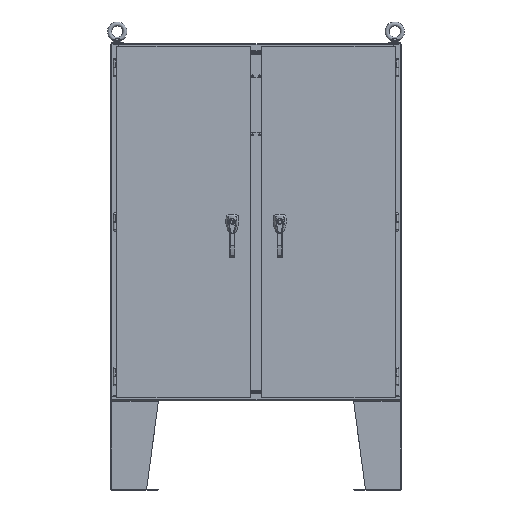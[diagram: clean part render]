
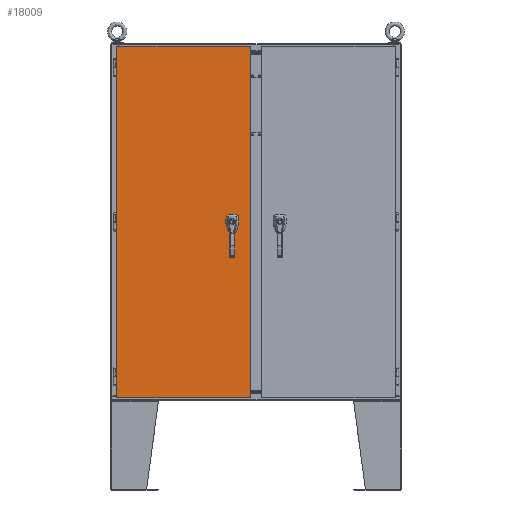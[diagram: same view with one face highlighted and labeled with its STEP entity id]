
A CAD part, top view. The second image highlights one B-rep face of the part: STEP entity #18009.
In plain terms, the highlighted face is planar.
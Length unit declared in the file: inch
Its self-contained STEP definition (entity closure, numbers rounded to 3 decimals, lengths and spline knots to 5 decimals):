
#4320 = DIRECTION ( 'NONE',  ( 1., 0., 0. ) ) ;
#4814 = CARTESIAN_POINT ( 'NONE',  ( 0.87495, -1.24331, 59.625 ) ) ;
#11668 = ORIENTED_EDGE ( 'NONE', *, *, #28638, .T. ) ;
#15762 = PLANE ( 'NONE',  #80845 ) ;
#17313 = LINE ( 'NONE', #90108, #80482 ) ;
#18009 = ADVANCED_FACE ( 'NONE', ( #60535 ), #15762, .T. ) ;
#18381 = EDGE_LOOP ( 'NONE', ( #11668, #75564, #47228, #79476 ) ) ;
#21329 = CARTESIAN_POINT ( 'NONE',  ( 0.87495, -1.24331, 0.50002 ) ) ;
#24553 = VERTEX_POINT ( 'NONE', #38219 ) ;
#24902 = DIRECTION ( 'NONE',  ( 0., 0., -1. ) ) ;
#28488 = VECTOR ( 'NONE', #4320, 39.37008 ) ;
#28638 = EDGE_CURVE ( 'NONE', #24553, #68460, #17313, .T. ) ;
#32554 = DIRECTION ( 'NONE',  ( 1., 0., 0. ) ) ;
#38219 = CARTESIAN_POINT ( 'NONE',  ( 0.87495, -1.24331, 59.625 ) ) ;
#38484 = EDGE_CURVE ( 'NONE', #68460, #55617, #41202, .T. ) ;
#41202 = LINE ( 'NONE', #99160, #58593 ) ;
#47228 = ORIENTED_EDGE ( 'NONE', *, *, #72638, .F. ) ;
#47772 = LINE ( 'NONE', #4814, #28488 ) ;
#55617 = VERTEX_POINT ( 'NONE', #121809 ) ;
#57338 = CARTESIAN_POINT ( 'NONE',  ( 23.375, -1.24331, 59.625 ) ) ;
#58593 = VECTOR ( 'NONE', #32554, 39.37008 ) ;
#60009 = DIRECTION ( 'NONE',  ( 0., -1., 0. ) ) ;
#60535 = FACE_OUTER_BOUND ( 'NONE', #18381, .T. ) ;
#67411 = VERTEX_POINT ( 'NONE', #116663 ) ;
#68460 = VERTEX_POINT ( 'NONE', #21329 ) ;
#72638 = EDGE_CURVE ( 'NONE', #67411, #55617, #138741, .T. ) ;
#75564 = ORIENTED_EDGE ( 'NONE', *, *, #38484, .T. ) ;
#79090 = VECTOR ( 'NONE', #135710, 39.37008 ) ;
#79476 = ORIENTED_EDGE ( 'NONE', *, *, #131049, .F. ) ;
#80482 = VECTOR ( 'NONE', #24902, 39.37008 ) ;
#80845 = AXIS2_PLACEMENT_3D ( 'NONE', #82476, #60009, #138388 ) ;
#82476 = CARTESIAN_POINT ( 'NONE',  ( 0., -1.24331, 0. ) ) ;
#90108 = CARTESIAN_POINT ( 'NONE',  ( 0.87495, -1.24331, 59.625 ) ) ;
#99160 = CARTESIAN_POINT ( 'NONE',  ( 0.87495, -1.24331, 0.50002 ) ) ;
#116663 = CARTESIAN_POINT ( 'NONE',  ( 23.375, -1.24331, 59.625 ) ) ;
#121809 = CARTESIAN_POINT ( 'NONE',  ( 23.375, -1.24331, 0.50002 ) ) ;
#131049 = EDGE_CURVE ( 'NONE', #24553, #67411, #47772, .T. ) ;
#135710 = DIRECTION ( 'NONE',  ( 0., 0., -1. ) ) ;
#138388 = DIRECTION ( 'NONE',  ( 1., 0., 0. ) ) ;
#138741 = LINE ( 'NONE', #57338, #79090 ) ;
